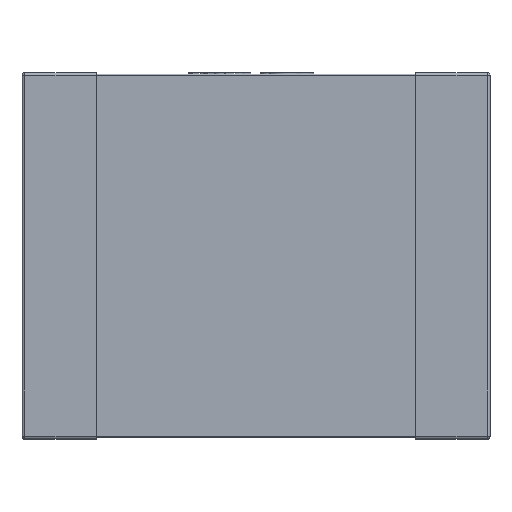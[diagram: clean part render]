
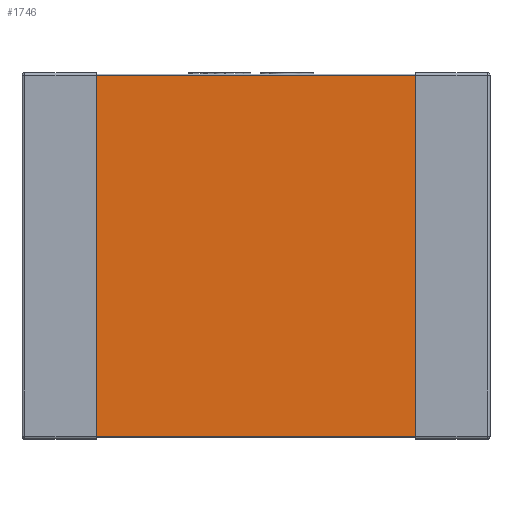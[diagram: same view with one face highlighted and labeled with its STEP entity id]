
A CAD part, top view. The second image highlights one B-rep face of the part: STEP entity #1746.
In plain terms, the highlighted planar face has unit normal (0, 0, 1).
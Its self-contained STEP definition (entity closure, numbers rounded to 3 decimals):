
#519 = EDGE_CURVE ( 'NONE', #15159, #895, #9396, .T. ) ;
#548 = EDGE_CURVE ( 'NONE', #11002, #895, #8288, .T. ) ;
#895 = VERTEX_POINT ( 'NONE', #10416 ) ;
#932 = DIRECTION ( 'NONE',  ( 1., 0., 0. ) ) ;
#1292 = VERTEX_POINT ( 'NONE', #5818 ) ;
#1726 = DIRECTION ( 'NONE',  ( -1., 0., 0. ) ) ;
#1746 = ADVANCED_FACE ( 'NONE', ( #3254 ), #12031, .T. ) ;
#1795 = ORIENTED_EDGE ( 'NONE', *, *, #519, .F. ) ;
#2268 = CARTESIAN_POINT ( 'NONE',  ( 1.1, 0., 1.3 ) ) ;
#2294 = VECTOR ( 'NONE', #3312, 1000. ) ;
#2499 = EDGE_CURVE ( 'NONE', #15159, #1292, #6674, .T. ) ;
#2924 = VECTOR ( 'NONE', #1726, 1000. ) ;
#3254 = FACE_OUTER_BOUND ( 'NONE', #8816, .T. ) ;
#3312 = DIRECTION ( 'NONE',  ( 0., 1., 0. ) ) ;
#3666 = CARTESIAN_POINT ( 'NONE',  ( 0., 0., 1.3 ) ) ;
#3696 = VECTOR ( 'NONE', #932, 1000. ) ;
#5660 = CARTESIAN_POINT ( 'NONE',  ( -1.1, -1.24, 1.3 ) ) ;
#5666 = CARTESIAN_POINT ( 'NONE',  ( 1.6, -1.24, 1.3 ) ) ;
#5818 = CARTESIAN_POINT ( 'NONE',  ( -1.1, 1.24, 1.3 ) ) ;
#6188 = ORIENTED_EDGE ( 'NONE', *, *, #2499, .T. ) ;
#6416 = ORIENTED_EDGE ( 'NONE', *, *, #15058, .F. ) ;
#6674 = LINE ( 'NONE', #9196, #2924 ) ;
#8288 = LINE ( 'NONE', #5666, #3696 ) ;
#8816 = EDGE_LOOP ( 'NONE', ( #1795, #6188, #6416, #9131 ) ) ;
#9131 = ORIENTED_EDGE ( 'NONE', *, *, #548, .T. ) ;
#9196 = CARTESIAN_POINT ( 'NONE',  ( -1.6, 1.24, 1.3 ) ) ;
#9396 = LINE ( 'NONE', #2268, #15933 ) ;
#10416 = CARTESIAN_POINT ( 'NONE',  ( 1.1, -1.24, 1.3 ) ) ;
#10707 = CARTESIAN_POINT ( 'NONE',  ( -1.1, 0., 1.3 ) ) ;
#11002 = VERTEX_POINT ( 'NONE', #5660 ) ;
#11299 = DIRECTION ( 'NONE',  ( 0., 0., 1. ) ) ;
#11950 = DIRECTION ( 'NONE',  ( 0., -1., 0. ) ) ;
#12031 = PLANE ( 'NONE',  #14556 ) ;
#13738 = CARTESIAN_POINT ( 'NONE',  ( 1.1, 1.24, 1.3 ) ) ;
#13840 = DIRECTION ( 'NONE',  ( 1., 0., 0. ) ) ;
#14556 = AXIS2_PLACEMENT_3D ( 'NONE', #3666, #11299, #13840 ) ;
#14563 = LINE ( 'NONE', #10707, #2294 ) ;
#15058 = EDGE_CURVE ( 'NONE', #11002, #1292, #14563, .T. ) ;
#15159 = VERTEX_POINT ( 'NONE', #13738 ) ;
#15933 = VECTOR ( 'NONE', #11950, 1000. ) ;
